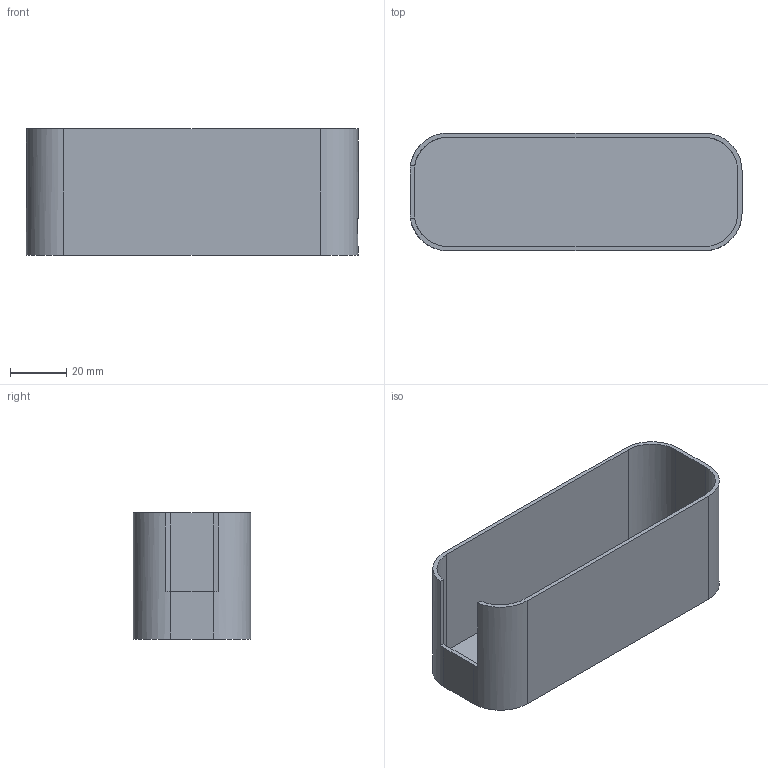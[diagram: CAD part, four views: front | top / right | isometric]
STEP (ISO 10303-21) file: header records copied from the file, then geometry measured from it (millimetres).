
FILE_DESCRIPTION(/* description */ (''),/* implementation_level */ '2;1');
FILE_NAME(/* name */ 'Body Bottom v10.step',/* time_stamp */ '2020-11-17T15:18:05-05:00',/* author */ (''),/* organization */ (''),/* preprocessor_version */ 'ST-DEVELOPER v18.1',/* originating_system */ 'Autodesk Translation Framework v9.3.0.1241',/* authorisation */ '');
FILE_SCHEMA (('AUTOMOTIVE_DESIGN { 1 0 10303 214 3 1 1 }'));
Length unit declared in the file: millimetre
Products named in the file (1): Body Bottom
Bounding box: 118.4 x 42 x 45 mm (x, y, z)
Volume: 31818.5 mm3; surface area: 33857.3 mm2
Topology: 1 solids, 1 shells, 26 faces, 78 edges, 52 vertices
Faces by surface type: plane 18, cylinder 8
Entity records: 932 total; most frequent: DIRECTION 158, CARTESIAN_POINT 157, ORIENTED_EDGE 156, EDGE_CURVE 78, AXIS2_PLACEMENT_3D 53, LINE 52, VECTOR 52, VERTEX_POINT 52
